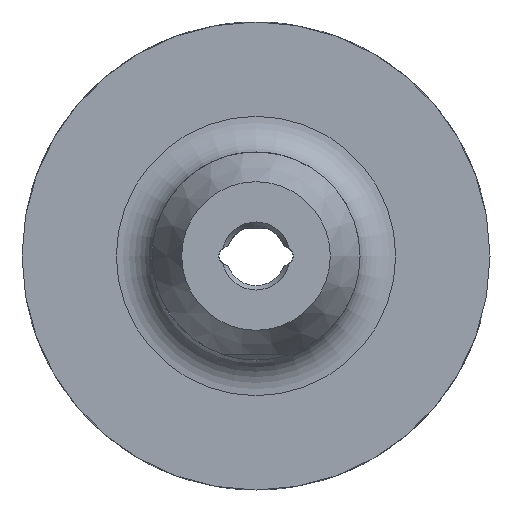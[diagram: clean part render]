
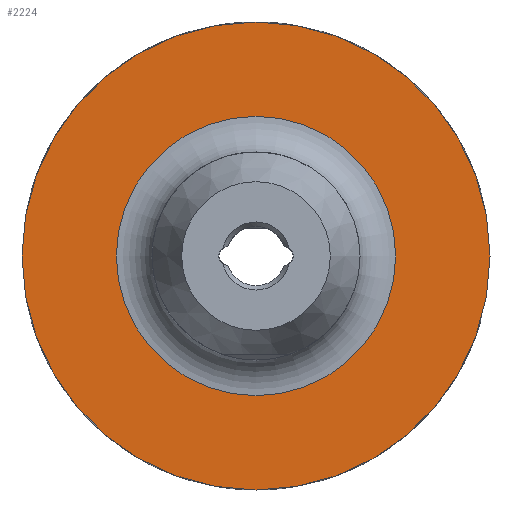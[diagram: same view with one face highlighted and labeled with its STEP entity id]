
A CAD part, left-side view. The second image highlights one B-rep face of the part: STEP entity #2224.
In plain terms, the highlighted planar face has unit normal (-1, 0, 0).
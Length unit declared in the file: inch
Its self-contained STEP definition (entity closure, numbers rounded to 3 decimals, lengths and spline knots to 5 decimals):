
#100=FACE_BOUND('',#397,.T.);
#142=PLANE('',#2479);
#260=FACE_OUTER_BOUND('',#396,.T.);
#396=EDGE_LOOP('',(#1958,#1959));
#397=EDGE_LOOP('',(#1960,#1961));
#600=CIRCLE('',#2292,1.24016);
#601=CIRCLE('',#2293,1.24016);
#696=CIRCLE('',#2477,0.74016);
#697=CIRCLE('',#2478,0.74016);
#844=VERTEX_POINT('',#3490);
#845=VERTEX_POINT('',#3492);
#1007=VERTEX_POINT('',#5151);
#1008=VERTEX_POINT('',#5153);
#1080=EDGE_CURVE('',#844,#845,#600,.T.);
#1081=EDGE_CURVE('',#845,#844,#601,.T.);
#1326=EDGE_CURVE('',#1008,#1007,#696,.T.);
#1327=EDGE_CURVE('',#1007,#1008,#697,.T.);
#1958=ORIENTED_EDGE('',*,*,#1081,.F.);
#1959=ORIENTED_EDGE('',*,*,#1080,.F.);
#1960=ORIENTED_EDGE('',*,*,#1326,.T.);
#1961=ORIENTED_EDGE('',*,*,#1327,.T.);
#2224=ADVANCED_FACE('',(#260,#100),#142,.T.);
#2292=AXIS2_PLACEMENT_3D('',#3493,#2600,#2601);
#2293=AXIS2_PLACEMENT_3D('',#3494,#2602,#2603);
#2477=AXIS2_PLACEMENT_3D('',#5154,#3034,#3035);
#2478=AXIS2_PLACEMENT_3D('',#5155,#3036,#3037);
#2479=AXIS2_PLACEMENT_3D('',#5156,#3038,#3039);
#2600=DIRECTION('center_axis',(1.,0.,0.));
#2601=DIRECTION('ref_axis',(0.,1.,0.));
#2602=DIRECTION('center_axis',(1.,0.,0.));
#2603=DIRECTION('ref_axis',(0.,1.,0.));
#3034=DIRECTION('center_axis',(1.,0.,0.));
#3035=DIRECTION('ref_axis',(0.,1.,0.));
#3036=DIRECTION('center_axis',(1.,0.,0.));
#3037=DIRECTION('ref_axis',(0.,1.,0.));
#3038=DIRECTION('center_axis',(-1.,0.,0.));
#3039=DIRECTION('ref_axis',(0.,0.,1.));
#3490=CARTESIAN_POINT('',(-0.86614,-1.24016,0.));
#3492=CARTESIAN_POINT('',(-0.86614,1.24016,0.));
#3493=CARTESIAN_POINT('Origin',(-0.86614,0.,
0.));
#3494=CARTESIAN_POINT('Origin',(-0.86614,0.,
0.));
#5151=CARTESIAN_POINT('',(-0.86614,0.,0.74016));
#5153=CARTESIAN_POINT('',(-0.86614,0.74016,0.));
#5154=CARTESIAN_POINT('Origin',(-0.86614,0.,
0.));
#5155=CARTESIAN_POINT('Origin',(-0.86614,0.,
0.));
#5156=CARTESIAN_POINT('Origin',(-0.86614,0.99016,0.));
